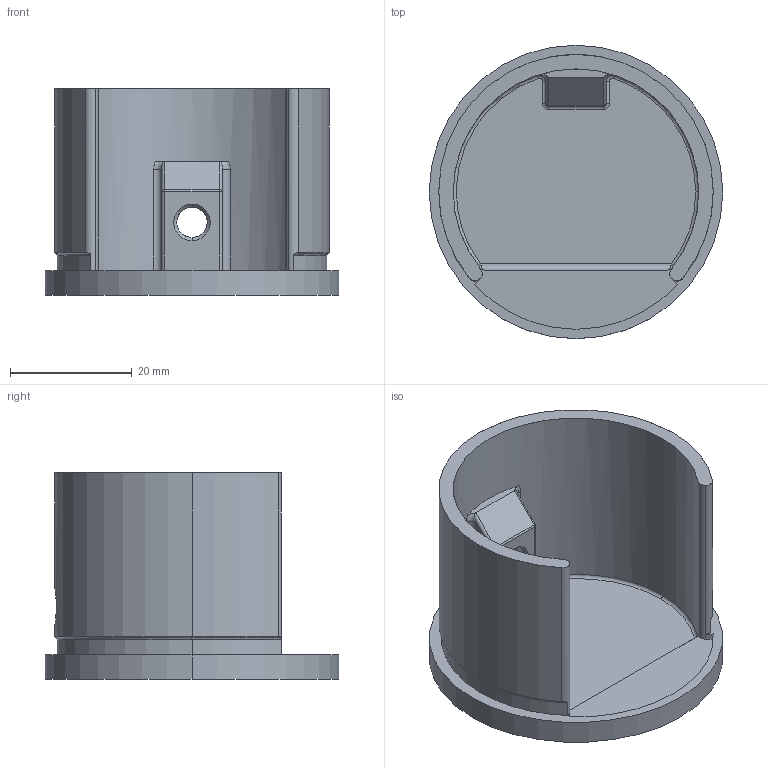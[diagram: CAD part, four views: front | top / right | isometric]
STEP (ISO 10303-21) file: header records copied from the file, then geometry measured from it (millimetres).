
FILE_DESCRIPTION (( 'STEP AP203' ), '1' );
FILE_NAME ('A_6732-048.STEP', '2025-05-28T11:52:23', ( '' ), ( '' ), 'SwSTEP 2.0', 'SolidWorks 2019', '' );
FILE_SCHEMA (( 'CONFIG_CONTROL_DESIGN' ));
Length unit declared in the file: millimetre
Products named in the file (1): A_6732-048
Bounding box: 48.3 x 48.3 x 34 mm (x, y, z)
Volume: 12713 mm3; surface area: 10762.6 mm2
Topology: 1 solids, 1 shells, 77 faces, 183 edges, 105 vertices
Faces by surface type: cylinder 32, cone 13, plane 12, torus 10, bspline 8, sphere 2
Entity records: 3479 total; most frequent: CARTESIAN_POINT 1668, DIRECTION 383, ORIENTED_EDGE 358, EDGE_CURVE 179, AXIS2_PLACEMENT_3D 159, VERTEX_POINT 105, CIRCLE 89, EDGE_LOOP 80
